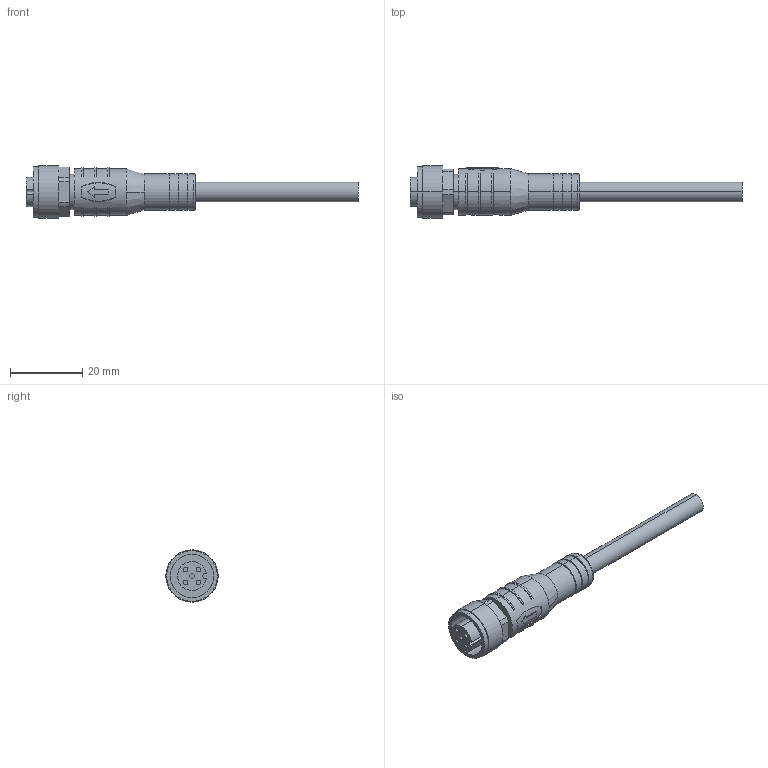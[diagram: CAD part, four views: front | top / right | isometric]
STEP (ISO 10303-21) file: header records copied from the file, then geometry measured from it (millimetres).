
FILE_DESCRIPTION (( 'STEP AP203' ), '1' );
FILE_NAME ('P102.STEP', '2020-03-31T03:30:45', ( 'edpusr' ), ( 'Microsoft' ), 'SwSTEP 2.0', 'SolidWorks 2015', '' );
FILE_SCHEMA (( 'CONFIG_CONTROL_DESIGN' ));
Length unit declared in the file: millimetre
Products named in the file (1): P102
Bounding box: 91.9 x 14.5 x 14.5 mm (x, y, z)
Volume: 5875.8 mm3; surface area: 3631.3 mm2
Topology: 11 solids, 11 shells, 345 faces, 904 edges, 596 vertices
Faces by surface type: plane 184, cylinder 139, bspline 20, cone 2
Entity records: 12223 total; most frequent: CARTESIAN_POINT 3412, DIRECTION 1876, ORIENTED_EDGE 1808, EDGE_CURVE 904, AXIS2_PLACEMENT_3D 660, VERTEX_POINT 596, VECTOR 556, LINE 556
